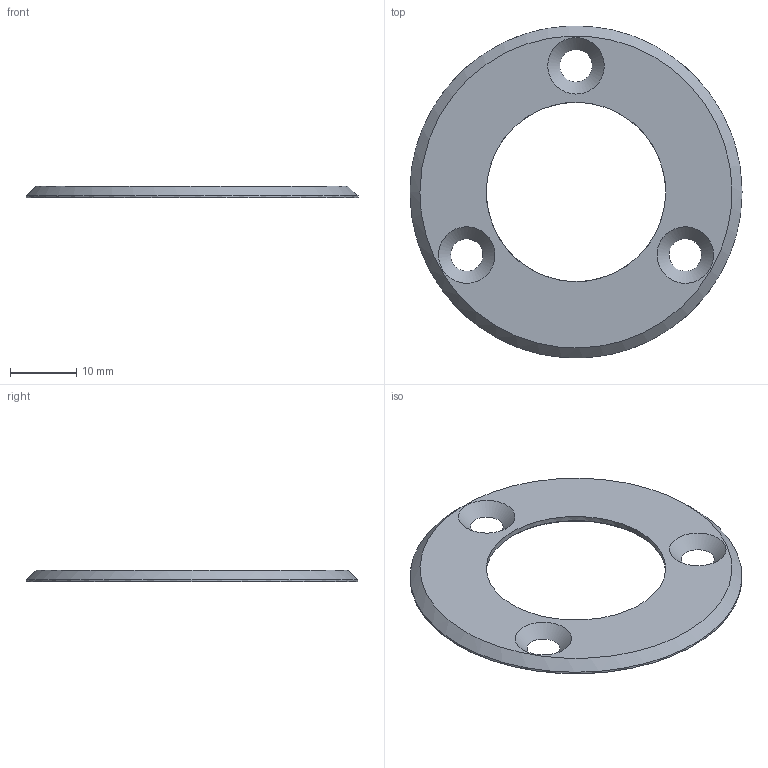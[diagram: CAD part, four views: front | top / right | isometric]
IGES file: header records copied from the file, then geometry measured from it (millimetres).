
Global section: file name: 28-117-0011-X-3D; native system: Autodesk Inventor 2021; preprocessor: unknown; author: Olda; date: 20210426.110328; units: millimetre
Bounding box: 50 x 49.96 x 1.8 mm (x, y, z)
Volume: 2014.7 mm3; surface area: 2997.1 mm2
Topology: 1 solids, 1 shells, 12 faces, 34 edges, 25 vertices
Faces by surface type: bspline 12
